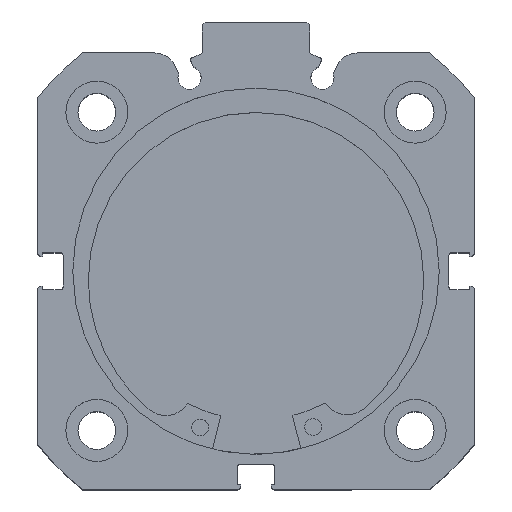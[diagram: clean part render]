
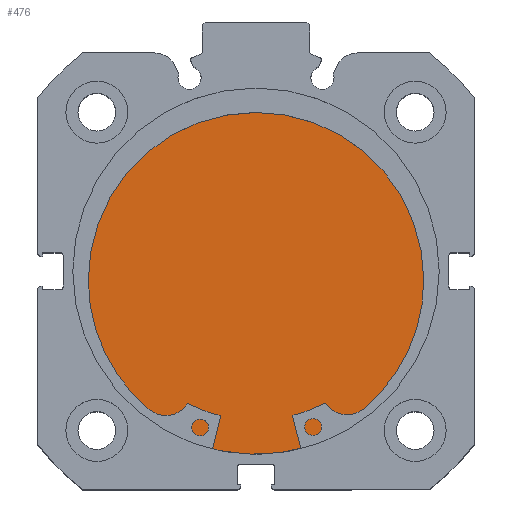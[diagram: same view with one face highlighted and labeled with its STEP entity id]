
A CAD part, top view. The second image highlights one B-rep face of the part: STEP entity #476.
In plain terms, the highlighted face is planar.
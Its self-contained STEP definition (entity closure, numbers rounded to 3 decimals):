
#476 = ADVANCED_FACE ( 'NONE', ( #4478 ), #4738, .F. ) ;
#671 = ORIENTED_EDGE ( 'NONE', *, *, #3346, .F. ) ;
#808 = ORIENTED_EDGE ( 'NONE', *, *, #2984, .F. ) ;
#1169 = EDGE_LOOP ( 'NONE', ( #671, #808 ) ) ;
#1312 = CIRCLE ( 'NONE', #1810, 32.5 ) ;
#1641 = CIRCLE ( 'NONE', #1887, 32.5 ) ;
#1723 = AXIS2_PLACEMENT_3D ( 'NONE', #4756, #6922, #6920 ) ;
#1810 = AXIS2_PLACEMENT_3D ( 'NONE', #3711, #3700, #3691 ) ;
#1887 = AXIS2_PLACEMENT_3D ( 'NONE', #2183, #2198, #2197 ) ;
#2183 = CARTESIAN_POINT ( 'NONE',  ( 9.5, 0., 0. ) ) ;
#2197 = DIRECTION ( 'NONE',  ( 0., 0., 1. ) ) ;
#2198 = DIRECTION ( 'NONE',  ( -1., 0., 0. ) ) ;
#2984 = EDGE_CURVE ( 'NONE', #5914, #5905, #1312, .T. ) ;
#3346 = EDGE_CURVE ( 'NONE', #5905, #5914, #1641, .T. ) ;
#3691 = DIRECTION ( 'NONE',  ( 0., 0., 1. ) ) ;
#3700 = DIRECTION ( 'NONE',  ( -1., 0., 0. ) ) ;
#3711 = CARTESIAN_POINT ( 'NONE',  ( 9.5, 0., 0. ) ) ;
#4478 = FACE_OUTER_BOUND ( 'NONE', #1169, .T. ) ;
#4738 = PLANE ( 'NONE',  #1723 ) ;
#4756 = CARTESIAN_POINT ( 'NONE',  ( 9.5, 32.5, 0. ) ) ;
#4930 = CARTESIAN_POINT ( 'NONE',  ( 9.5, 0., 32.5 ) ) ;
#4939 = CARTESIAN_POINT ( 'NONE',  ( 9.5, 0., -32.5 ) ) ;
#5905 = VERTEX_POINT ( 'NONE', #4930 ) ;
#5914 = VERTEX_POINT ( 'NONE', #4939 ) ;
#6920 = DIRECTION ( 'NONE',  ( 0., 0., 1. ) ) ;
#6922 = DIRECTION ( 'NONE',  ( -1., 0., 0. ) ) ;
